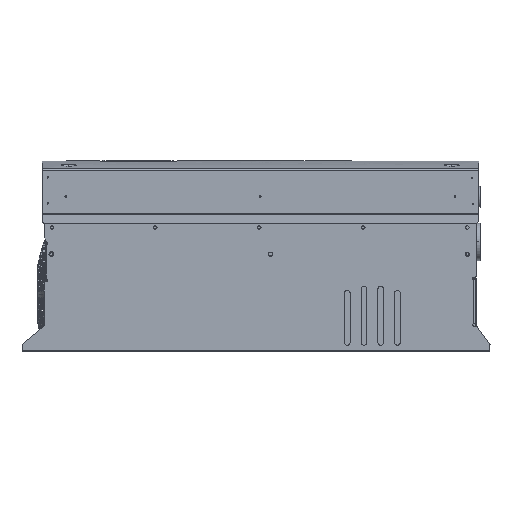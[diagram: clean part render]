
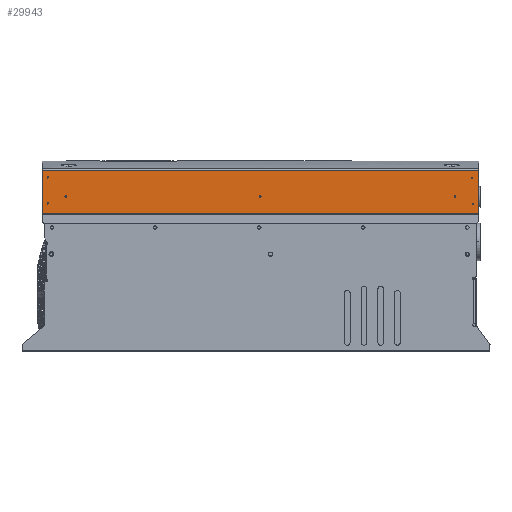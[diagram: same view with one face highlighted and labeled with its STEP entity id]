
A CAD part, left-side view. The second image highlights one B-rep face of the part: STEP entity #29943.
In plain terms, the highlighted planar face has unit normal (-1, 0, 0).
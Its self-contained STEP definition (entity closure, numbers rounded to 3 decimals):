
#5880=CARTESIAN_POINT('',(-117.,-385.6,
50.139));
#5882=DIRECTION('',(0.,0.,1.));
#5883=VECTOR('',#5882,58.049);
#5884=CARTESIAN_POINT('',(-117.,-385.6,
50.139));
#5885=LINE('',#5884,#5883);
#6005=DIRECTION('',(0.,0.,-1.));
#6006=VECTOR('',#6005,58.043);
#6007=CARTESIAN_POINT('',(-117.,202.,108.188));
#6008=LINE('',#6007,#6006);
#6269=DIRECTION('',(0.,1.,0.));
#6270=VECTOR('',#6269,587.6);
#6271=CARTESIAN_POINT('',(-117.,-385.6,
108.188));
#6272=LINE('',#6271,#6270);
#6273=CARTESIAN_POINT('',(-117.,-376.85,
97.961));
#6274=DIRECTION('',(-1.,0.,0.));
#6275=DIRECTION('',(0.,0.,-1.));
#6276=AXIS2_PLACEMENT_3D('',#6273,#6274,#6275);
#6278=CARTESIAN_POINT('',(-117.,-376.85,
97.961));
#6279=DIRECTION('',(-1.,0.,0.));
#6280=DIRECTION('',(0.,0.,1.));
#6281=AXIS2_PLACEMENT_3D('',#6278,#6279,#6280);
#6283=CARTESIAN_POINT('',(-117.,170.166,73.128));
#6284=DIRECTION('',(-1.,0.,0.));
#6285=DIRECTION('',(0.,0.,1.));
#6286=AXIS2_PLACEMENT_3D('',#6283,#6284,#6285);
#6288=CARTESIAN_POINT('',(-117.,170.166,73.128));
#6289=DIRECTION('',(-1.,0.,0.));
#6290=DIRECTION('',(0.,0.,-1.));
#6291=AXIS2_PLACEMENT_3D('',#6288,#6289,#6290);
#6293=CARTESIAN_POINT('',(-117.,-91.834,
73.128));
#6294=DIRECTION('',(-1.,0.,0.));
#6295=DIRECTION('',(0.,0.,1.));
#6296=AXIS2_PLACEMENT_3D('',#6293,#6294,#6295);
#6298=CARTESIAN_POINT('',(-117.,-91.834,
73.128));
#6299=DIRECTION('',(-1.,0.,0.));
#6300=DIRECTION('',(0.,0.,-1.));
#6301=AXIS2_PLACEMENT_3D('',#6298,#6299,#6300);
#6303=CARTESIAN_POINT('',(-117.,-353.834,
73.128));
#6304=DIRECTION('',(-1.,0.,0.));
#6305=DIRECTION('',(0.,0.,1.));
#6306=AXIS2_PLACEMENT_3D('',#6303,#6304,#6305);
#6308=CARTESIAN_POINT('',(-117.,-353.834,
73.128));
#6309=DIRECTION('',(-1.,0.,0.));
#6310=DIRECTION('',(0.,0.,-1.));
#6311=AXIS2_PLACEMENT_3D('',#6308,#6309,#6310);
#6313=CARTESIAN_POINT('',(-117.,194.252,99.012));
#6314=DIRECTION('',(-1.,0.,0.));
#6315=DIRECTION('',(0.,0.,-1.));
#6316=AXIS2_PLACEMENT_3D('',#6313,#6314,#6315);
#6318=CARTESIAN_POINT('',(-117.,194.252,99.012));
#6319=DIRECTION('',(-1.,0.,0.));
#6320=DIRECTION('',(0.,0.,1.));
#6321=AXIS2_PLACEMENT_3D('',#6318,#6319,#6320);
#6323=CARTESIAN_POINT('',(-117.,194.252,64.012));
#6324=DIRECTION('',(-1.,0.,0.));
#6325=DIRECTION('',(0.,0.,-1.));
#6326=AXIS2_PLACEMENT_3D('',#6323,#6324,#6325);
#6328=CARTESIAN_POINT('',(-117.,194.252,64.012));
#6329=DIRECTION('',(-1.,0.,0.));
#6330=DIRECTION('',(0.,0.,1.));
#6331=AXIS2_PLACEMENT_3D('',#6328,#6329,#6330);
#6333=CARTESIAN_POINT('',(-117.,-378.432,
63.009));
#6334=DIRECTION('',(-1.,0.,0.));
#6335=DIRECTION('',(0.,0.,-1.));
#6336=AXIS2_PLACEMENT_3D('',#6333,#6334,#6335);
#6338=CARTESIAN_POINT('',(-117.,-378.432,
63.009));
#6339=DIRECTION('',(-1.,0.,0.));
#6340=DIRECTION('',(0.,0.,1.));
#6341=AXIS2_PLACEMENT_3D('',#6338,#6339,#6340);
#6343=DIRECTION('',(0.,-1.,0.));
#6344=VECTOR('',#6343,587.6);
#6345=CARTESIAN_POINT('',(-117.,202.,50.146));
#6346=LINE('',#6345,#6344);
#21535=VERTEX_POINT('',#5880);
#21536=CARTESIAN_POINT('',(-117.,-385.6,
108.188));
#21537=VERTEX_POINT('',#21536);
#21584=CARTESIAN_POINT('',(-117.,202.,
108.188));
#21585=VERTEX_POINT('',#21584);
#21586=CARTESIAN_POINT('',(-117.,202.,
50.146));
#21587=VERTEX_POINT('',#21586);
#21681=CARTESIAN_POINT('',(-117.,-376.85,
96.961));
#21682=CARTESIAN_POINT('',(-117.,-376.85,
98.961));
#21683=VERTEX_POINT('',#21681);
#21684=VERTEX_POINT('',#21682);
#21685=CARTESIAN_POINT('',(-117.,170.166,
74.128));
#21686=CARTESIAN_POINT('',(-117.,170.166,
72.128));
#21687=VERTEX_POINT('',#21685);
#21688=VERTEX_POINT('',#21686);
#21689=CARTESIAN_POINT('',(-117.,-91.834,
74.128));
#21690=CARTESIAN_POINT('',(-117.,-91.834,
72.128));
#21691=VERTEX_POINT('',#21689);
#21692=VERTEX_POINT('',#21690);
#21693=CARTESIAN_POINT('',(-117.,-353.834,
74.128));
#21694=CARTESIAN_POINT('',(-117.,-353.834,
72.128));
#21695=VERTEX_POINT('',#21693);
#21696=VERTEX_POINT('',#21694);
#21697=CARTESIAN_POINT('',(-117.,194.252,
98.012));
#21698=CARTESIAN_POINT('',(-117.,194.252,
100.012));
#21699=VERTEX_POINT('',#21697);
#21700=VERTEX_POINT('',#21698);
#21701=CARTESIAN_POINT('',(-117.,194.252,
63.012));
#21702=CARTESIAN_POINT('',(-117.,194.252,
65.012));
#21703=VERTEX_POINT('',#21701);
#21704=VERTEX_POINT('',#21702);
#21705=CARTESIAN_POINT('',(-117.,-378.432,
62.009));
#21706=CARTESIAN_POINT('',(-117.,-378.432,
64.009));
#21707=VERTEX_POINT('',#21705);
#21708=VERTEX_POINT('',#21706);
#29889=CARTESIAN_POINT('',(-117.,-385.6,
113.898));
#29890=DIRECTION('',(1.,0.,0.));
#29891=DIRECTION('',(0.,0.,-1.));
#29892=AXIS2_PLACEMENT_3D('',#29889,#29890,#29891);
#29893=PLANE('',#29892);
#29894=ORIENTED_EDGE('',*,*,#29391,.F.);
#29895=ORIENTED_EDGE('',*,*,#29872,.F.);
#29896=ORIENTED_EDGE('',*,*,#29291,.F.);
#29898=ORIENTED_EDGE('',*,*,#29897,.F.);
#29899=EDGE_LOOP('',(#29894,#29895,#29896,#29898));
#29900=FACE_OUTER_BOUND('',#29899,.F.);
#29902=ORIENTED_EDGE('',*,*,#29901,.T.);
#29904=ORIENTED_EDGE('',*,*,#29903,.T.);
#29905=EDGE_LOOP('',(#29902,#29904));
#29906=FACE_BOUND('',#29905,.F.);
#29908=ORIENTED_EDGE('',*,*,#29907,.T.);
#29910=ORIENTED_EDGE('',*,*,#29909,.T.);
#29911=EDGE_LOOP('',(#29908,#29910));
#29912=FACE_BOUND('',#29911,.F.);
#29914=ORIENTED_EDGE('',*,*,#29913,.T.);
#29916=ORIENTED_EDGE('',*,*,#29915,.T.);
#29917=EDGE_LOOP('',(#29914,#29916));
#29918=FACE_BOUND('',#29917,.F.);
#29920=ORIENTED_EDGE('',*,*,#29919,.T.);
#29922=ORIENTED_EDGE('',*,*,#29921,.T.);
#29923=EDGE_LOOP('',(#29920,#29922));
#29924=FACE_BOUND('',#29923,.F.);
#29926=ORIENTED_EDGE('',*,*,#29925,.T.);
#29928=ORIENTED_EDGE('',*,*,#29927,.T.);
#29929=EDGE_LOOP('',(#29926,#29928));
#29930=FACE_BOUND('',#29929,.F.);
#29932=ORIENTED_EDGE('',*,*,#29931,.T.);
#29934=ORIENTED_EDGE('',*,*,#29933,.T.);
#29935=EDGE_LOOP('',(#29932,#29934));
#29936=FACE_BOUND('',#29935,.F.);
#29938=ORIENTED_EDGE('',*,*,#29937,.T.);
#29940=ORIENTED_EDGE('',*,*,#29939,.T.);
#29941=EDGE_LOOP('',(#29938,#29940));
#29942=FACE_BOUND('',#29941,.F.);
#29943=ADVANCED_FACE('',(#29900,#29906,#29912,#29918,#29924,#29930,#29936,
#29942),#29893,.F.);
#6277=CIRCLE('',#6276,1.);
#6282=CIRCLE('',#6281,1.);
#6287=CIRCLE('',#6286,1.);
#6292=CIRCLE('',#6291,1.);
#6297=CIRCLE('',#6296,1.);
#6302=CIRCLE('',#6301,1.);
#6307=CIRCLE('',#6306,1.);
#6312=CIRCLE('',#6311,1.);
#6317=CIRCLE('',#6316,1.);
#6322=CIRCLE('',#6321,1.);
#6327=CIRCLE('',#6326,1.);
#6332=CIRCLE('',#6331,1.);
#6337=CIRCLE('',#6336,1.);
#6342=CIRCLE('',#6341,1.);
#29291=EDGE_CURVE('',#21535,#21537,#5885,.T.);
#29391=EDGE_CURVE('',#21585,#21587,#6008,.T.);
#29872=EDGE_CURVE('',#21537,#21585,#6272,.T.);
#29897=EDGE_CURVE('',#21587,#21535,#6346,.T.);
#29901=EDGE_CURVE('',#21683,#21684,#6277,.T.);
#29903=EDGE_CURVE('',#21684,#21683,#6282,.T.);
#29907=EDGE_CURVE('',#21687,#21688,#6287,.T.);
#29909=EDGE_CURVE('',#21688,#21687,#6292,.T.);
#29913=EDGE_CURVE('',#21691,#21692,#6297,.T.);
#29915=EDGE_CURVE('',#21692,#21691,#6302,.T.);
#29919=EDGE_CURVE('',#21695,#21696,#6307,.T.);
#29921=EDGE_CURVE('',#21696,#21695,#6312,.T.);
#29925=EDGE_CURVE('',#21699,#21700,#6317,.T.);
#29927=EDGE_CURVE('',#21700,#21699,#6322,.T.);
#29931=EDGE_CURVE('',#21703,#21704,#6327,.T.);
#29933=EDGE_CURVE('',#21704,#21703,#6332,.T.);
#29937=EDGE_CURVE('',#21707,#21708,#6337,.T.);
#29939=EDGE_CURVE('',#21708,#21707,#6342,.T.);
